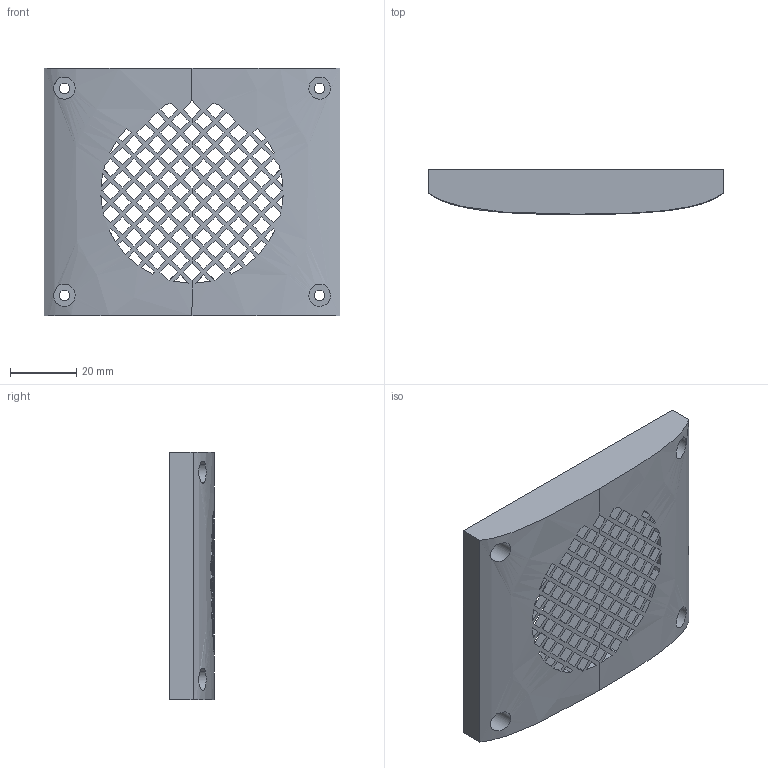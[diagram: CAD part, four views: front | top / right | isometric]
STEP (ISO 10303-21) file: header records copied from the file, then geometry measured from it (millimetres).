
FILE_DESCRIPTION(/* description */ (''),/* implementation_level */ '2;1');
FILE_NAME(/* name */ '15W Speaker Plate Tectonic TEBM46C20N-4 v3.step',/* time_stamp */ '2025-06-02T14:15:35+01:00',/* author */ (''),/* organization */ (''),/* preprocessor_version */ 'ST-DEVELOPER v20.1',/* originating_system */ 'Autodesk Translation Framework v14.10.0.0',/* authorisation */ '');
FILE_SCHEMA (('AUTOMOTIVE_DESIGN { 1 0 10303 214 3 1 1 }'));
Length unit declared in the file: millimetre
Products named in the file (1): 15W Speaker Plate Tectonic TEBM46C20N-4
Bounding box: 89.2 x 13.5 x 74.5 mm (x, y, z)
Volume: 39864.2 mm3; surface area: 21120.3 mm2
Topology: 1 solids, 1 shells, 510 faces, 1585 edges, 1050 vertices
Faces by surface type: plane 451, cylinder 56, bspline 2, cone 1
Full cylindrical faces by diameter (mm): 2.8 x4, 65.4 x1
Entity records: 19136 total; most frequent: CARTESIAN_POINT 5558, ORIENTED_EDGE 3170, DIRECTION 2214, EDGE_CURVE 1585, VERTEX_POINT 1050, LINE 958, VECTOR 958, EDGE_LOOP 703
